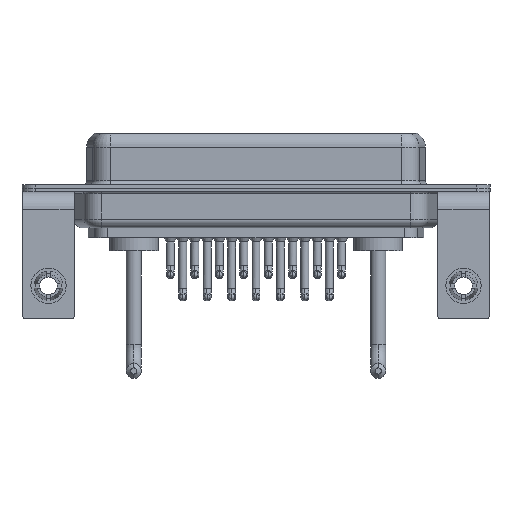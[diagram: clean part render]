
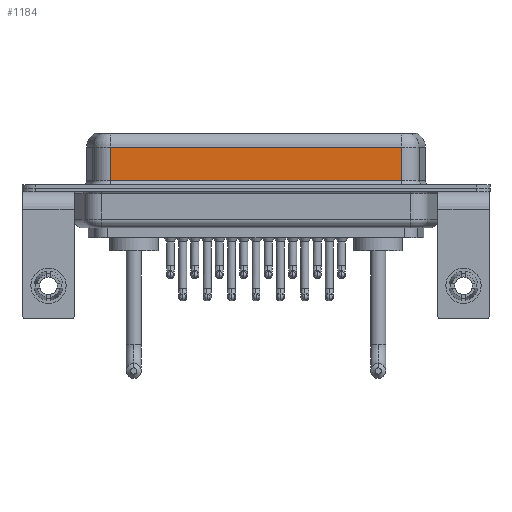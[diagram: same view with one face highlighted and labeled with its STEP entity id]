
A CAD part, front view. The second image highlights one B-rep face of the part: STEP entity #1184.
In plain terms, the highlighted planar face has unit normal (0, -1, 0).
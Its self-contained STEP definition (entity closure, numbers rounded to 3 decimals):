
#1 = LINE ( 'NONE', #14388, #15444 ) ;
#354 = EDGE_LOOP ( 'NONE', ( #21212, #14193, #23123, #19857 ) ) ;
#528 = DIRECTION ( 'NONE',  ( 0., 0., -1. ) ) ;
#608 = CARTESIAN_POINT ( 'NONE',  ( 40.037, -3.95, 6.4 ) ) ;
#1184 = ADVANCED_FACE ( 'NONE', ( #7565 ), #7677, .F. ) ;
#2030 = DIRECTION ( 'NONE',  ( 0., 1., 0. ) ) ;
#2631 = CARTESIAN_POINT ( 'NONE',  ( 7.013, -3.95, 6.4 ) ) ;
#3942 = LINE ( 'NONE', #19828, #7054 ) ;
#4088 = EDGE_CURVE ( 'NONE', #20636, #13756, #22274, .T. ) ;
#4255 = DIRECTION ( 'NONE',  ( 0., 0., 1. ) ) ;
#7009 = EDGE_CURVE ( 'NONE', #12818, #20636, #3942, .T. ) ;
#7054 = VECTOR ( 'NONE', #23232, 1000. ) ;
#7565 = FACE_OUTER_BOUND ( 'NONE', #354, .T. ) ;
#7677 = PLANE ( 'NONE',  #11788 ) ;
#9401 = DIRECTION ( 'NONE',  ( 1., 0., 0. ) ) ;
#10868 = DIRECTION ( 'NONE',  ( 0., 0., -1. ) ) ;
#11788 = AXIS2_PLACEMENT_3D ( 'NONE', #608, #2030, #4255 ) ;
#12818 = VERTEX_POINT ( 'NONE', #21343 ) ;
#13756 = VERTEX_POINT ( 'NONE', #20526 ) ;
#14095 = EDGE_CURVE ( 'NONE', #13756, #18413, #14720, .T. ) ;
#14193 = ORIENTED_EDGE ( 'NONE', *, *, #7009, .T. ) ;
#14388 = CARTESIAN_POINT ( 'NONE',  ( 40.037, -3.95, 6.4 ) ) ;
#14720 = LINE ( 'NONE', #16597, #21835 ) ;
#15444 = VECTOR ( 'NONE', #10868, 1000. ) ;
#16597 = CARTESIAN_POINT ( 'NONE',  ( 40.037, -3.95, 0.9 ) ) ;
#18413 = VERTEX_POINT ( 'NONE', #19577 ) ;
#19577 = CARTESIAN_POINT ( 'NONE',  ( 40.037, -3.95, 0.9 ) ) ;
#19828 = CARTESIAN_POINT ( 'NONE',  ( 40.037, -3.95, 4.65 ) ) ;
#19857 = ORIENTED_EDGE ( 'NONE', *, *, #14095, .T. ) ;
#20526 = CARTESIAN_POINT ( 'NONE',  ( 7.013, -3.95, 0.9 ) ) ;
#20636 = VERTEX_POINT ( 'NONE', #23198 ) ;
#21212 = ORIENTED_EDGE ( 'NONE', *, *, #22467, .F. ) ;
#21343 = CARTESIAN_POINT ( 'NONE',  ( 40.037, -3.95, 4.65 ) ) ;
#21835 = VECTOR ( 'NONE', #9401, 1000. ) ;
#22274 = LINE ( 'NONE', #2631, #22365 ) ;
#22365 = VECTOR ( 'NONE', #528, 1000. ) ;
#22467 = EDGE_CURVE ( 'NONE', #12818, #18413, #1, .T. ) ;
#23123 = ORIENTED_EDGE ( 'NONE', *, *, #4088, .T. ) ;
#23198 = CARTESIAN_POINT ( 'NONE',  ( 7.013, -3.95, 4.65 ) ) ;
#23232 = DIRECTION ( 'NONE',  ( -1., 0., 0. ) ) ;
